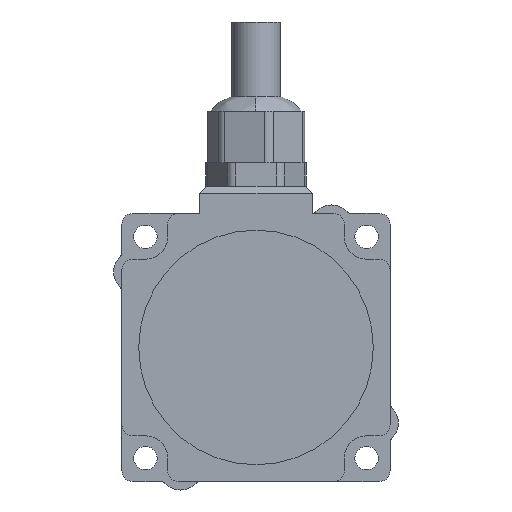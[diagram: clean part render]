
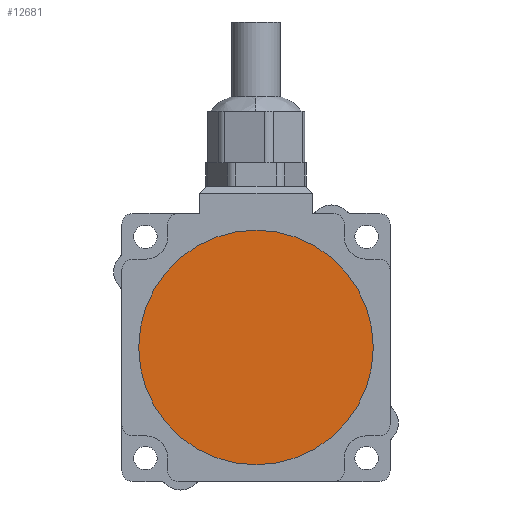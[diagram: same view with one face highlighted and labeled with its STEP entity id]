
A CAD part, front view. The second image highlights one B-rep face of the part: STEP entity #12681.
In plain terms, the highlighted planar face has unit normal (0, -1, 0).
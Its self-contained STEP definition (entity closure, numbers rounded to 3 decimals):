
#6006 = VERTEX_POINT('',#6007);
#6007 = CARTESIAN_POINT('',(0.,0.5,-25.));
#6016 = CYLINDRICAL_SURFACE('',#6017,25.);
#6017 = AXIS2_PLACEMENT_3D('',#6018,#6019,#6020);
#6018 = CARTESIAN_POINT('',(0.,0.5,0.));
#6019 = DIRECTION('',(0.,-1.,0.));
#6020 = DIRECTION('',(0.,0.,-1.));
#6050 = CYLINDRICAL_SURFACE('',#6051,25.);
#6051 = AXIS2_PLACEMENT_3D('',#6052,#6053,#6054);
#6052 = CARTESIAN_POINT('',(0.,0.5,0.));
#6053 = DIRECTION('',(0.,-1.,0.));
#6054 = DIRECTION('',(0.,0.,-1.));
#6136 = VERTEX_POINT('',#6137);
#6137 = CARTESIAN_POINT('',(0.,0.5,25.));
#6202 = EDGE_CURVE('',#6136,#6006,#6203,.T.);
#6203 = SURFACE_CURVE('',#6204,(#6209,#6238),.PCURVE_S1.);
#6204 = CIRCLE('',#6205,25.);
#6205 = AXIS2_PLACEMENT_3D('',#6206,#6207,#6208);
#6206 = CARTESIAN_POINT('',(0.,0.5,0.));
#6207 = DIRECTION('',(0.,-1.,0.));
#6208 = DIRECTION('',(0.,0.,-1.));
#6209 = PCURVE('',#6016,#6210);
#6210 = DEFINITIONAL_REPRESENTATION('',(#6211),#6237);
#6211 = B_SPLINE_CURVE_WITH_KNOTS('',3,(#6212,#6213,#6214,#6215,#6216,
    #6217,#6218,#6219,#6220,#6221,#6222,#6223,#6224,#6225,#6226,#6227,
    #6228,#6229,#6230,#6231,#6232,#6233,#6234,#6235,#6236),
  .UNSPECIFIED.,.F.,.F.,(4,1,1,1,1,1,1,1,1,1,1,1,1,1,1,1,1,1,1,1,1,1,4),
  (3.142,3.284,3.427,3.57,
    3.713,3.856,3.998,4.141,
    4.284,4.427,4.57,4.712,
    4.855,4.998,5.141,5.284,
    5.426,5.569,5.712,5.855,
    5.998,6.14,6.283),.QUASI_UNIFORM_KNOTS.);
#6212 = CARTESIAN_POINT('',(3.142,0.));
#6213 = CARTESIAN_POINT('',(3.189,0.));
#6214 = CARTESIAN_POINT('',(3.284,0.));
#6215 = CARTESIAN_POINT('',(3.427,0.));
#6216 = CARTESIAN_POINT('',(3.57,0.));
#6217 = CARTESIAN_POINT('',(3.713,0.));
#6218 = CARTESIAN_POINT('',(3.856,0.));
#6219 = CARTESIAN_POINT('',(3.998,0.));
#6220 = CARTESIAN_POINT('',(4.141,0.));
#6221 = CARTESIAN_POINT('',(4.284,0.));
#6222 = CARTESIAN_POINT('',(4.427,0.));
#6223 = CARTESIAN_POINT('',(4.57,0.));
#6224 = CARTESIAN_POINT('',(4.712,0.));
#6225 = CARTESIAN_POINT('',(4.855,0.));
#6226 = CARTESIAN_POINT('',(4.998,0.));
#6227 = CARTESIAN_POINT('',(5.141,0.));
#6228 = CARTESIAN_POINT('',(5.284,0.));
#6229 = CARTESIAN_POINT('',(5.426,0.));
#6230 = CARTESIAN_POINT('',(5.569,0.));
#6231 = CARTESIAN_POINT('',(5.712,0.));
#6232 = CARTESIAN_POINT('',(5.855,0.));
#6233 = CARTESIAN_POINT('',(5.998,0.));
#6234 = CARTESIAN_POINT('',(6.14,0.));
#6235 = CARTESIAN_POINT('',(6.236,0.));
#6236 = CARTESIAN_POINT('',(6.283,0.));
#6237 = ( GEOMETRIC_REPRESENTATION_CONTEXT(2) 
PARAMETRIC_REPRESENTATION_CONTEXT() REPRESENTATION_CONTEXT('2D SPACE',''
  ) );
#6238 = PCURVE('',#6239,#6244);
#6239 = PLANE('',#6240);
#6240 = AXIS2_PLACEMENT_3D('',#6241,#6242,#6243);
#6241 = CARTESIAN_POINT('',(0.,0.5,0.));
#6242 = DIRECTION('',(0.,-1.,0.));
#6243 = DIRECTION('',(0.,0.,-1.));
#6244 = DEFINITIONAL_REPRESENTATION('',(#6245),#6249);
#6245 = CIRCLE('',#6246,25.);
#6246 = AXIS2_PLACEMENT_2D('',#6247,#6248);
#6247 = CARTESIAN_POINT('',(0.,0.));
#6248 = DIRECTION('',(1.,0.));
#6249 = ( GEOMETRIC_REPRESENTATION_CONTEXT(2) 
PARAMETRIC_REPRESENTATION_CONTEXT() REPRESENTATION_CONTEXT('2D SPACE',''
  ) );
#12637 = EDGE_CURVE('',#6006,#6136,#12638,.T.);
#12638 = SURFACE_CURVE('',#12639,(#12644,#12673),.PCURVE_S1.);
#12639 = CIRCLE('',#12640,25.);
#12640 = AXIS2_PLACEMENT_3D('',#12641,#12642,#12643);
#12641 = CARTESIAN_POINT('',(0.,0.5,0.));
#12642 = DIRECTION('',(0.,-1.,0.));
#12643 = DIRECTION('',(0.,0.,-1.));
#12644 = PCURVE('',#6050,#12645);
#12645 = DEFINITIONAL_REPRESENTATION('',(#12646),#12672);
#12646 = B_SPLINE_CURVE_WITH_KNOTS('',3,(#12647,#12648,#12649,#12650,
    #12651,#12652,#12653,#12654,#12655,#12656,#12657,#12658,#12659,
    #12660,#12661,#12662,#12663,#12664,#12665,#12666,#12667,#12668,
    #12669,#12670,#12671),.UNSPECIFIED.,.F.,.F.,(4,1,1,1,1,1,1,1,1,1,1,1
    ,1,1,1,1,1,1,1,1,1,1,4),(0.,0.143,0.286,
    0.428,0.571,0.714,0.857,
    1.,1.142,1.285,1.428,
    1.571,1.714,1.856,1.999,
    2.142,2.285,2.428,2.57,
    2.713,2.856,2.999,3.142),
  .QUASI_UNIFORM_KNOTS.);
#12647 = CARTESIAN_POINT('',(0.,0.));
#12648 = CARTESIAN_POINT('',(0.048,0.));
#12649 = CARTESIAN_POINT('',(0.143,0.));
#12650 = CARTESIAN_POINT('',(0.286,0.));
#12651 = CARTESIAN_POINT('',(0.428,0.));
#12652 = CARTESIAN_POINT('',(0.571,0.));
#12653 = CARTESIAN_POINT('',(0.714,0.));
#12654 = CARTESIAN_POINT('',(0.857,0.));
#12655 = CARTESIAN_POINT('',(1.,0.));
#12656 = CARTESIAN_POINT('',(1.142,0.));
#12657 = CARTESIAN_POINT('',(1.285,0.));
#12658 = CARTESIAN_POINT('',(1.428,0.));
#12659 = CARTESIAN_POINT('',(1.571,0.));
#12660 = CARTESIAN_POINT('',(1.714,0.));
#12661 = CARTESIAN_POINT('',(1.856,0.));
#12662 = CARTESIAN_POINT('',(1.999,0.));
#12663 = CARTESIAN_POINT('',(2.142,0.));
#12664 = CARTESIAN_POINT('',(2.285,0.));
#12665 = CARTESIAN_POINT('',(2.428,0.));
#12666 = CARTESIAN_POINT('',(2.57,0.));
#12667 = CARTESIAN_POINT('',(2.713,0.));
#12668 = CARTESIAN_POINT('',(2.856,0.));
#12669 = CARTESIAN_POINT('',(2.999,0.));
#12670 = CARTESIAN_POINT('',(3.094,0.));
#12671 = CARTESIAN_POINT('',(3.142,0.));
#12672 = ( GEOMETRIC_REPRESENTATION_CONTEXT(2) 
PARAMETRIC_REPRESENTATION_CONTEXT() REPRESENTATION_CONTEXT('2D SPACE',''
  ) );
#12673 = PCURVE('',#6239,#12674);
#12674 = DEFINITIONAL_REPRESENTATION('',(#12675),#12679);
#12675 = CIRCLE('',#12676,25.);
#12676 = AXIS2_PLACEMENT_2D('',#12677,#12678);
#12677 = CARTESIAN_POINT('',(0.,0.));
#12678 = DIRECTION('',(1.,0.));
#12679 = ( GEOMETRIC_REPRESENTATION_CONTEXT(2) 
PARAMETRIC_REPRESENTATION_CONTEXT() REPRESENTATION_CONTEXT('2D SPACE',''
  ) );
#12681 = ADVANCED_FACE('',(#12682),#6239,.T.);
#12682 = FACE_BOUND('',#12683,.T.);
#12683 = EDGE_LOOP('',(#12684,#12685));
#12684 = ORIENTED_EDGE('',*,*,#12637,.T.);
#12685 = ORIENTED_EDGE('',*,*,#6202,.T.);
